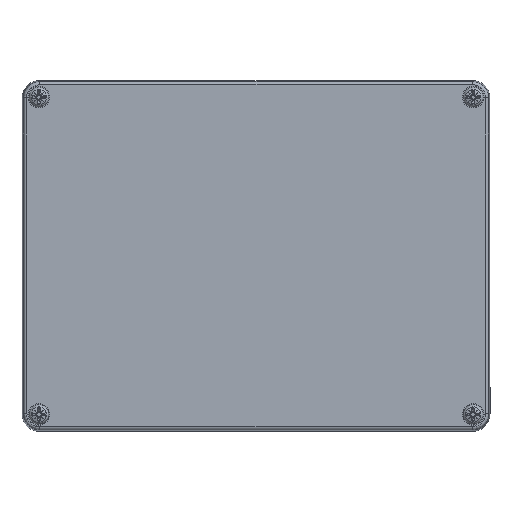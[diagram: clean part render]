
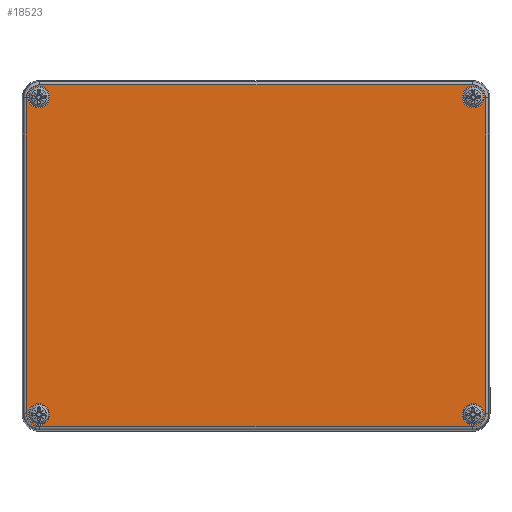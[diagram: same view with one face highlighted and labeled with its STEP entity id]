
A CAD part, top view. The second image highlights one B-rep face of the part: STEP entity #18523.
In plain terms, the highlighted planar face has unit normal (0, 0, 1).
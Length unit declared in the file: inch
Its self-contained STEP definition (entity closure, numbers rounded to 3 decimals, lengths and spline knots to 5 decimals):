
#182 = CARTESIAN_POINT ( 'NONE',  ( 3.08996, -2.12598, 1.20079 ) ) ;
#363 = CARTESIAN_POINT ( 'NONE',  ( 2.91339, -2.30256, 1.20079 ) ) ;
#440 = EDGE_CURVE ( 'NONE', #14628, #50286, #47460, .T. ) ;
#1281 = DIRECTION ( 'NONE',  ( -1., 0., 0. ) ) ;
#1710 = ORIENTED_EDGE ( 'NONE', *, *, #79650, .F. ) ;
#2571 = DIRECTION ( 'NONE',  ( -1., 0., 0. ) ) ;
#3076 = DIRECTION ( 'NONE',  ( -1., 0., 0. ) ) ;
#3116 =( BOUNDED_CURVE ( )  B_SPLINE_CURVE ( 3, ( #42062, #72649, #29854, #36078 ),
 .UNSPECIFIED., .F., .T. ) 
 B_SPLINE_CURVE_WITH_KNOTS ( ( 4, 4 ),
 ( 0., 1. ),
 .UNSPECIFIED. ) 
 CURVE ( )  GEOMETRIC_REPRESENTATION_ITEM ( )  RATIONAL_B_SPLINE_CURVE ( ( 1., 0.805, 0.805, 1. ) ) 
 REPRESENTATION_ITEM ( '' )  );
#4575 = VERTEX_POINT ( 'NONE', #21923 ) ;
#5606 = CARTESIAN_POINT ( 'NONE',  ( -2.91339, -2.30256, 1.20079 ) ) ;
#7290 = EDGE_CURVE ( 'NONE', #64061, #14628, #57547, .T. ) ;
#7765 = EDGE_CURVE ( 'NONE', #50286, #4575, #57321, .T. ) ;
#8825 = EDGE_CURVE ( 'NONE', #26221, #26221, #80062, .T. ) ;
#8905 = LINE ( 'NONE', #38741, #70905 ) ;
#8965 = ORIENTED_EDGE ( 'NONE', *, *, #67915, .F. ) ;
#9317 = AXIS2_PLACEMENT_3D ( 'NONE', #59491, #40227, #40497 ) ;
#9535 = DIRECTION ( 'NONE',  ( 0., 0., -1. ) ) ;
#12525 = FACE_BOUND ( 'NONE', #13594, .T. ) ;
#13400 = CARTESIAN_POINT ( 'NONE',  ( -3.08996, -2.12598, 1.20079 ) ) ;
#13594 = EDGE_LOOP ( 'NONE', ( #55084 ) ) ;
#14628 = VERTEX_POINT ( 'NONE', #71849 ) ;
#14680 = AXIS2_PLACEMENT_3D ( 'NONE', #27393, #21736, #3076 ) ;
#14951 = ORIENTED_EDGE ( 'NONE', *, *, #7290, .F. ) ;
#18449 = ORIENTED_EDGE ( 'NONE', *, *, #20194, .F. ) ;
#18523 = ADVANCED_FACE ( 'NONE', ( #12525, #38679, #57161, #22233, #45422 ), #76737, .F. ) ;
#20194 = EDGE_CURVE ( 'NONE', #78590, #29851, #74038, .T. ) ;
#21736 = DIRECTION ( 'NONE',  ( 0., 0., 1. ) ) ;
#21923 = CARTESIAN_POINT ( 'NONE',  ( -2.91339, -2.30256, 1.20079 ) ) ;
#22026 = CARTESIAN_POINT ( 'NONE',  ( 2.77756, 2.13583, 1.20079 ) ) ;
#22233 = FACE_BOUND ( 'NONE', #64446, .T. ) ;
#22867 = DIRECTION ( 'NONE',  ( -1., 0., 0. ) ) ;
#24197 = ORIENTED_EDGE ( 'NONE', *, *, #36506, .F. ) ;
#24817 = VERTEX_POINT ( 'NONE', #38090 ) ;
#25054 = EDGE_CURVE ( 'NONE', #34272, #34272, #35770, .T. ) ;
#25248 = CARTESIAN_POINT ( 'NONE',  ( -2.91339, 2.30256, 1.20079 ) ) ;
#25305 = CARTESIAN_POINT ( 'NONE',  ( 3.01682, -2.30256, 1.20079 ) ) ;
#25877 = CARTESIAN_POINT ( 'NONE',  ( 0., -2.30256, 1.20079 ) ) ;
#26123 = EDGE_CURVE ( 'NONE', #42962, #42962, #43280, .T. ) ;
#26221 = VERTEX_POINT ( 'NONE', #70763 ) ;
#27030 = CARTESIAN_POINT ( 'NONE',  ( -3.08996, 0., 1.20079 ) ) ;
#27393 = CARTESIAN_POINT ( 'NONE',  ( -2.92323, 2.13583, 1.20079 ) ) ;
#28083 = CARTESIAN_POINT ( 'NONE',  ( -2.92323, -2.13583, 1.20079 ) ) ;
#28910 = ORIENTED_EDGE ( 'NONE', *, *, #440, .F. ) ;
#29188 = ORIENTED_EDGE ( 'NONE', *, *, #7765, .F. ) ;
#29851 = VERTEX_POINT ( 'NONE', #68138 ) ;
#29854 = CARTESIAN_POINT ( 'NONE',  ( 3.08996, 2.22942, 1.20079 ) ) ;
#29864 = DIRECTION ( 'NONE',  ( 0., 0., 1. ) ) ;
#30307 = ORIENTED_EDGE ( 'NONE', *, *, #36057, .F. ) ;
#33894 = CARTESIAN_POINT ( 'NONE',  ( 2.77756, -2.13583, 1.20079 ) ) ;
#34272 = VERTEX_POINT ( 'NONE', #33894 ) ;
#34553 = DIRECTION ( 'NONE',  ( -1., 0., 0. ) ) ;
#35770 = CIRCLE ( 'NONE', #9317, 0.14567 ) ;
#36057 = EDGE_CURVE ( 'NONE', #66239, #66239, #60447, .T. ) ;
#36078 = CARTESIAN_POINT ( 'NONE',  ( 3.08996, 2.12598, 1.20079 ) ) ;
#36506 = EDGE_CURVE ( 'NONE', #57924, #78590, #53420, .T. ) ;
#38090 = CARTESIAN_POINT ( 'NONE',  ( 2.91339, 2.30256, 1.20079 ) ) ;
#38461 = ORIENTED_EDGE ( 'NONE', *, *, #26123, .F. ) ;
#38679 = FACE_BOUND ( 'NONE', #49865, .T. ) ;
#38741 = CARTESIAN_POINT ( 'NONE',  ( 0., 2.30256, 1.20079 ) ) ;
#38848 = VECTOR ( 'NONE', #1281, 39.37008 ) ;
#39752 = DIRECTION ( 'NONE',  ( 0., 1., 0. ) ) ;
#40227 = DIRECTION ( 'NONE',  ( 0., 0., 1. ) ) ;
#40497 = DIRECTION ( 'NONE',  ( -1., 0., 0. ) ) ;
#42062 = CARTESIAN_POINT ( 'NONE',  ( 2.91339, 2.30256, 1.20079 ) ) ;
#42962 = VERTEX_POINT ( 'NONE', #22026 ) ;
#43280 = CIRCLE ( 'NONE', #45690, 0.14567 ) ;
#44101 = CARTESIAN_POINT ( 'NONE',  ( 3.08996, 0., 1.20079 ) ) ;
#45422 = FACE_OUTER_BOUND ( 'NONE', #51383, .T. ) ;
#45690 = AXIS2_PLACEMENT_3D ( 'NONE', #60782, #29864, #22867 ) ;
#46491 = DIRECTION ( 'NONE',  ( 0., 0., 1. ) ) ;
#47460 =( BOUNDED_CURVE ( )  B_SPLINE_CURVE ( 3, ( #182, #61892, #25305, #49662 ),
 .UNSPECIFIED., .F., .T. ) 
 B_SPLINE_CURVE_WITH_KNOTS ( ( 4, 4 ),
 ( 0., 1. ),
 .UNSPECIFIED. ) 
 CURVE ( )  GEOMETRIC_REPRESENTATION_ITEM ( )  RATIONAL_B_SPLINE_CURVE ( ( 1., 0.805, 0.805, 1. ) ) 
 REPRESENTATION_ITEM ( '' )  );
#47896 = CARTESIAN_POINT ( 'NONE',  ( 3.08996, 2.12598, 1.20079 ) ) ;
#49273 =( BOUNDED_CURVE ( )  B_SPLINE_CURVE ( 3, ( #5606, #49909, #50442, #13400 ),
 .UNSPECIFIED., .F., .F. ) 
 B_SPLINE_CURVE_WITH_KNOTS ( ( 4, 4 ),
 ( 0., 1. ),
 .UNSPECIFIED. ) 
 CURVE ( )  GEOMETRIC_REPRESENTATION_ITEM ( )  RATIONAL_B_SPLINE_CURVE ( ( 1., 0.805, 0.805, 1. ) ) 
 REPRESENTATION_ITEM ( '' )  );
#49662 = CARTESIAN_POINT ( 'NONE',  ( 2.91339, -2.30256, 1.20079 ) ) ;
#49692 = CARTESIAN_POINT ( 'NONE',  ( -3.08996, -2.12598, 1.20079 ) ) ;
#49865 = EDGE_LOOP ( 'NONE', ( #38461 ) ) ;
#49909 = CARTESIAN_POINT ( 'NONE',  ( -3.01682, -2.30256, 1.20079 ) ) ;
#50286 = VERTEX_POINT ( 'NONE', #363 ) ;
#50442 = CARTESIAN_POINT ( 'NONE',  ( -3.08996, -2.22942, 1.20079 ) ) ;
#51301 = EDGE_LOOP ( 'NONE', ( #30307 ) ) ;
#51383 = EDGE_LOOP ( 'NONE', ( #29188, #28910, #14951, #8965, #1710, #18449, #24197, #66681 ) ) ;
#53420 = LINE ( 'NONE', #27030, #79649 ) ;
#55084 = ORIENTED_EDGE ( 'NONE', *, *, #25054, .F. ) ;
#56152 = CARTESIAN_POINT ( 'NONE',  ( -3.08996, 2.12598, 1.20079 ) ) ;
#57161 = FACE_BOUND ( 'NONE', #51301, .T. ) ;
#57321 = LINE ( 'NONE', #25877, #38848 ) ;
#57547 = LINE ( 'NONE', #44101, #69182 ) ;
#57924 = VERTEX_POINT ( 'NONE', #49692 ) ;
#59491 = CARTESIAN_POINT ( 'NONE',  ( 2.92323, -2.13583, 1.20079 ) ) ;
#59928 = CARTESIAN_POINT ( 'NONE',  ( -3.0689, 2.13583, 1.20079 ) ) ;
#60447 = CIRCLE ( 'NONE', #14680, 0.14567 ) ;
#60782 = CARTESIAN_POINT ( 'NONE',  ( 2.92323, 2.13583, 1.20079 ) ) ;
#61769 = AXIS2_PLACEMENT_3D ( 'NONE', #28083, #46491, #34553 ) ;
#61892 = CARTESIAN_POINT ( 'NONE',  ( 3.08996, -2.22942, 1.20079 ) ) ;
#63271 = EDGE_CURVE ( 'NONE', #4575, #57924, #49273, .T. ) ;
#63313 = AXIS2_PLACEMENT_3D ( 'NONE', #77528, #9535, #2571 ) ;
#63419 = DIRECTION ( 'NONE',  ( 1., 0., 0. ) ) ;
#64061 = VERTEX_POINT ( 'NONE', #47896 ) ;
#64446 = EDGE_LOOP ( 'NONE', ( #68515 ) ) ;
#66239 = VERTEX_POINT ( 'NONE', #59928 ) ;
#66681 = ORIENTED_EDGE ( 'NONE', *, *, #63271, .F. ) ;
#67915 = EDGE_CURVE ( 'NONE', #24817, #64061, #3116, .T. ) ;
#68096 = CARTESIAN_POINT ( 'NONE',  ( -3.08996, 2.22942, 1.20079 ) ) ;
#68138 = CARTESIAN_POINT ( 'NONE',  ( -2.91339, 2.30256, 1.20079 ) ) ;
#68515 = ORIENTED_EDGE ( 'NONE', *, *, #8825, .F. ) ;
#69182 = VECTOR ( 'NONE', #69561, 39.37008 ) ;
#69561 = DIRECTION ( 'NONE',  ( 0., -1., 0. ) ) ;
#70763 = CARTESIAN_POINT ( 'NONE',  ( -3.0689, -2.13583, 1.20079 ) ) ;
#70905 = VECTOR ( 'NONE', #63419, 39.37008 ) ;
#71849 = CARTESIAN_POINT ( 'NONE',  ( 3.08996, -2.12598, 1.20079 ) ) ;
#72649 = CARTESIAN_POINT ( 'NONE',  ( 3.01682, 2.30256, 1.20079 ) ) ;
#74038 =( BOUNDED_CURVE ( )  B_SPLINE_CURVE ( 3, ( #56152, #68096, #79742, #25248 ),
 .UNSPECIFIED., .F., .T. ) 
 B_SPLINE_CURVE_WITH_KNOTS ( ( 4, 4 ),
 ( 0., 1. ),
 .UNSPECIFIED. ) 
 CURVE ( )  GEOMETRIC_REPRESENTATION_ITEM ( )  RATIONAL_B_SPLINE_CURVE ( ( 1., 0.805, 0.805, 1. ) ) 
 REPRESENTATION_ITEM ( '' )  );
#75780 = CARTESIAN_POINT ( 'NONE',  ( -3.08996, 2.12598, 1.20079 ) ) ;
#76737 = PLANE ( 'NONE',  #63313 ) ;
#77528 = CARTESIAN_POINT ( 'NONE',  ( 0., 0., 1.20079 ) ) ;
#78590 = VERTEX_POINT ( 'NONE', #75780 ) ;
#79649 = VECTOR ( 'NONE', #39752, 39.37008 ) ;
#79650 = EDGE_CURVE ( 'NONE', #29851, #24817, #8905, .T. ) ;
#79742 = CARTESIAN_POINT ( 'NONE',  ( -3.01682, 2.30256, 1.20079 ) ) ;
#80062 = CIRCLE ( 'NONE', #61769, 0.14567 ) ;
